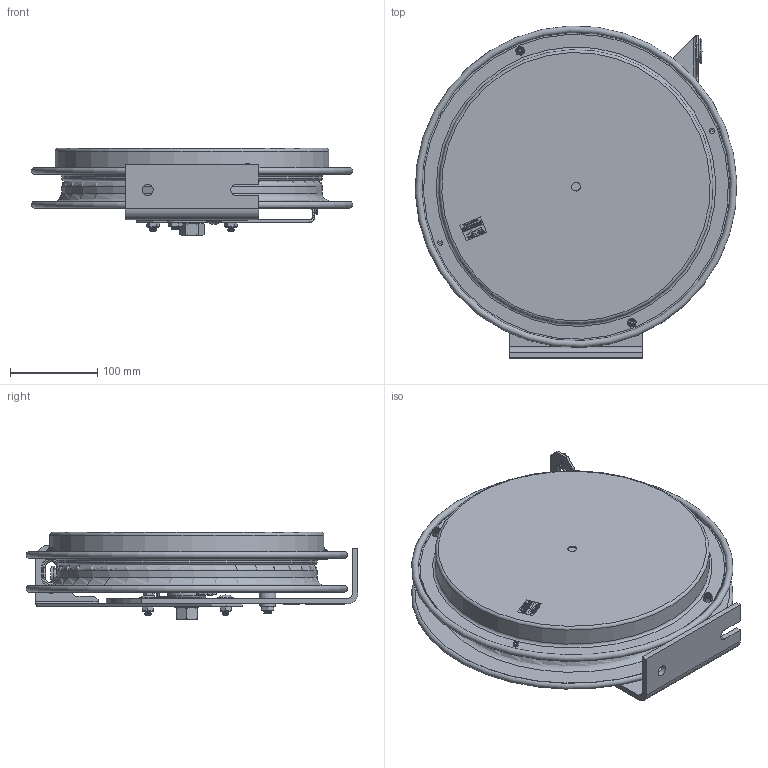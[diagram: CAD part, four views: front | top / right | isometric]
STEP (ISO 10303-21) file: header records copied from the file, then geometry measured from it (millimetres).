
FILE_DESCRIPTION(/* description */ (''),/* implementation_level */ '2;1');
FILE_NAME(/* name */ 'EZ-SD-75-1_SHARED.stp',/* time_stamp */ '2020-02-05T15:12:02-07:00',/* author */ ('NMelton'),/* organization */ (''),/* preprocessor_version */ 'ST-DEVELOPER v17',/* originating_system */ 'Autodesk Inventor 2019',/* authorisation */ '');
FILE_SCHEMA (('AUTOMOTIVE_DESIGN { 1 0 10303 214 3 1 1 }'));
Products named in the file (1): EZ-SD-75-1_SHARED
Bounding box: 367.99 x 379.96 x 100.67 mm (x, y, z)
Surface area: 682993.4 mm2 (no closed solid volume)
Topology: 0 solids, 162 shells, 1237 faces, 6265 edges, 5109 vertices
Faces by surface type: plane 727, bspline 231, cylinder 130, cone 87, torus 52, sphere 10
Full cylindrical faces by diameter (mm): 4.699 x2, 4.826 x1, 5.182 x8, 5.563 x4, 7.925 x1, 7.938 x1, 9.906 x1, 10.16 x2, 11.227 x2, 12.192 x3, 12.7 x2, 15.875 x1, 19.05 x3, 25.362 x1, 28.575 x1, 44.044 x1, 298.45 x1, 313.69 x1, 349.25 x2
Entity records: 70936 total; most frequent: CARTESIAN_POINT 25392, ORIENTED_EDGE 8686, DIRECTION 6913, EDGE_CURVE 6264, VERTEX_POINT 5109, LINE 3419, VECTOR 3419, B_SPLINE_CURVE_WITH_KNOTS 1988
